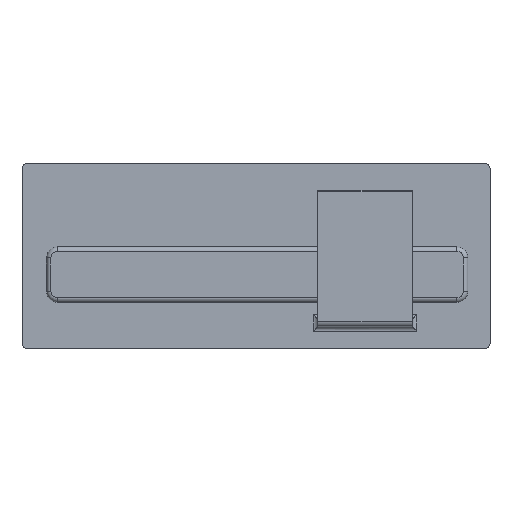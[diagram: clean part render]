
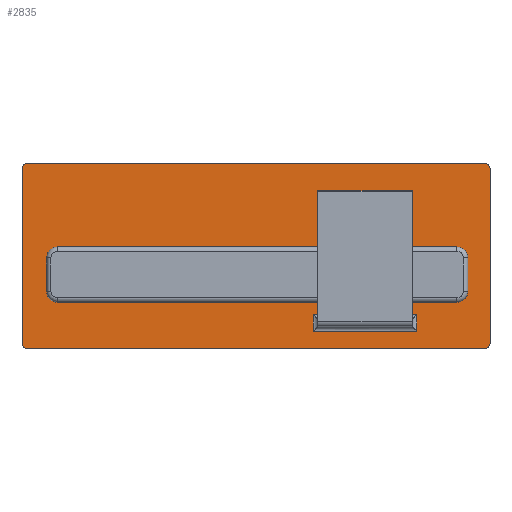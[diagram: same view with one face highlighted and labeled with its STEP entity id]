
A CAD part, top view. The second image highlights one B-rep face of the part: STEP entity #2835.
In plain terms, the highlighted planar face has unit normal (0, 0, 1).
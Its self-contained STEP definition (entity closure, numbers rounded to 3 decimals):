
#139=LINE('',#4878,#347);
#141=LINE('',#4886,#349);
#144=LINE('',#4894,#352);
#146=LINE('',#4898,#354);
#154=LINE('',#4926,#362);
#155=LINE('',#4930,#363);
#156=LINE('',#4934,#364);
#157=LINE('',#4937,#365);
#347=VECTOR('',#3800,10.);
#349=VECTOR('',#3808,10.);
#352=VECTOR('',#3815,10.);
#354=VECTOR('',#3821,10.);
#362=VECTOR('',#3845,10.);
#363=VECTOR('',#3848,10.);
#364=VECTOR('',#3851,10.);
#365=VECTOR('',#3854,10.);
#578=FACE_BOUND('',#883,.T.);
#579=FACE_BOUND('',#884,.T.);
#580=FACE_BOUND('',#885,.T.);
#693=FACE_OUTER_BOUND('',#882,.T.);
#882=EDGE_LOOP('',(#2289,#2290,#2291,#2292,#2293,#2294,#2295,#2296));
#883=EDGE_LOOP('',(#2297));
#884=EDGE_LOOP('',(#2298));
#885=EDGE_LOOP('',(#2299,#2300,#2301,#2302));
#1093=CIRCLE('',#3146,4.);
#1094=CIRCLE('',#3147,4.);
#1095=CIRCLE('',#3148,4.);
#1096=CIRCLE('',#3149,4.);
#1097=CIRCLE('',#3150,4.925);
#1098=CIRCLE('',#3151,4.925);
#1292=VERTEX_POINT('',#4876);
#1293=VERTEX_POINT('',#4877);
#1296=VERTEX_POINT('',#4885);
#1299=VERTEX_POINT('',#4893);
#1309=VERTEX_POINT('',#4922);
#1310=VERTEX_POINT('',#4923);
#1311=VERTEX_POINT('',#4925);
#1312=VERTEX_POINT('',#4927);
#1313=VERTEX_POINT('',#4929);
#1314=VERTEX_POINT('',#4931);
#1315=VERTEX_POINT('',#4933);
#1316=VERTEX_POINT('',#4935);
#1317=VERTEX_POINT('',#4938);
#1318=VERTEX_POINT('',#4940);
#1633=EDGE_CURVE('',#1292,#1293,#139,.T.);
#1637=EDGE_CURVE('',#1293,#1296,#141,.T.);
#1641=EDGE_CURVE('',#1296,#1299,#144,.T.);
#1644=EDGE_CURVE('',#1299,#1292,#146,.T.);
#1656=EDGE_CURVE('',#1309,#1310,#1093,.T.);
#1657=EDGE_CURVE('',#1309,#1311,#154,.T.);
#1658=EDGE_CURVE('',#1312,#1311,#1094,.T.);
#1659=EDGE_CURVE('',#1312,#1313,#155,.T.);
#1660=EDGE_CURVE('',#1314,#1313,#1095,.T.);
#1661=EDGE_CURVE('',#1314,#1315,#156,.T.);
#1662=EDGE_CURVE('',#1316,#1315,#1096,.T.);
#1663=EDGE_CURVE('',#1316,#1310,#157,.T.);
#1664=EDGE_CURVE('',#1317,#1317,#1097,.T.);
#1665=EDGE_CURVE('',#1318,#1318,#1098,.T.);
#2289=ORIENTED_EDGE('',*,*,#1656,.F.);
#2290=ORIENTED_EDGE('',*,*,#1657,.T.);
#2291=ORIENTED_EDGE('',*,*,#1658,.F.);
#2292=ORIENTED_EDGE('',*,*,#1659,.T.);
#2293=ORIENTED_EDGE('',*,*,#1660,.F.);
#2294=ORIENTED_EDGE('',*,*,#1661,.T.);
#2295=ORIENTED_EDGE('',*,*,#1662,.F.);
#2296=ORIENTED_EDGE('',*,*,#1663,.T.);
#2297=ORIENTED_EDGE('',*,*,#1664,.F.);
#2298=ORIENTED_EDGE('',*,*,#1665,.F.);
#2299=ORIENTED_EDGE('',*,*,#1633,.F.);
#2300=ORIENTED_EDGE('',*,*,#1644,.F.);
#2301=ORIENTED_EDGE('',*,*,#1641,.F.);
#2302=ORIENTED_EDGE('',*,*,#1637,.F.);
#2702=PLANE('',#3145);
#2835=ADVANCED_FACE('',(#693,#578,#579,#580),#2702,.F.);
#3145=AXIS2_PLACEMENT_3D('',#4921,#3841,#3842);
#3146=AXIS2_PLACEMENT_3D('',#4924,#3843,#3844);
#3147=AXIS2_PLACEMENT_3D('',#4928,#3846,#3847);
#3148=AXIS2_PLACEMENT_3D('',#4932,#3849,#3850);
#3149=AXIS2_PLACEMENT_3D('',#4936,#3852,#3853);
#3150=AXIS2_PLACEMENT_3D('',#4939,#3855,#3856);
#3151=AXIS2_PLACEMENT_3D('',#4941,#3857,#3858);
#3800=DIRECTION('',(0.,1.,0.));
#3808=DIRECTION('',(-1.,0.,0.));
#3815=DIRECTION('',(0.,-1.,0.));
#3821=DIRECTION('',(1.,0.,0.));
#3841=DIRECTION('center_axis',(0.,0.,-1.));
#3842=DIRECTION('ref_axis',(1.,0.,0.));
#3843=DIRECTION('center_axis',(0.,0.,-1.));
#3844=DIRECTION('ref_axis',(-0.707,0.707,0.));
#3845=DIRECTION('',(0.,-1.,0.));
#3846=DIRECTION('center_axis',(0.,0.,-1.));
#3847=DIRECTION('ref_axis',(-0.707,-0.707,0.));
#3848=DIRECTION('',(1.,0.,0.));
#3849=DIRECTION('center_axis',(0.,0.,-1.));
#3850=DIRECTION('ref_axis',(0.707,-0.707,0.));
#3851=DIRECTION('',(0.,1.,0.));
#3852=DIRECTION('center_axis',(0.,0.,-1.));
#3853=DIRECTION('ref_axis',(0.707,0.707,0.));
#3854=DIRECTION('',(-1.,0.,0.));
#3855=DIRECTION('center_axis',(0.,0.,1.));
#3856=DIRECTION('ref_axis',(-1.,0.,0.));
#3857=DIRECTION('center_axis',(0.,0.,1.));
#3858=DIRECTION('ref_axis',(-1.,0.,0.));
#4876=CARTESIAN_POINT('',(334.,-26.,-80.));
#4877=CARTESIAN_POINT('',(334.,-11.,-80.));
#4878=CARTESIAN_POINT('',(334.,15.978,-80.));
#4885=CARTESIAN_POINT('',(240.58,-11.,-80.));
#4886=CARTESIAN_POINT('',(216.773,-11.,-80.));
#4893=CARTESIAN_POINT('',(240.58,-26.,-80.));
#4894=CARTESIAN_POINT('',(240.58,71.2,-80.));
#4898=CARTESIAN_POINT('',(216.773,-26.,-80.));
#4921=CARTESIAN_POINT('Origin',(188.967,41.956,-80.));
#4922=CARTESIAN_POINT('',(-22.066,121.,-80.));
#4923=CARTESIAN_POINT('',(-18.066,125.,-80.));
#4924=CARTESIAN_POINT('Origin',(-18.066,121.,-80.));
#4925=CARTESIAN_POINT('',(-22.066,-37.088,-80.));
#4926=CARTESIAN_POINT('',(-22.066,125.,-80.));
#4927=CARTESIAN_POINT('',(-18.066,-41.088,-80.));
#4928=CARTESIAN_POINT('Origin',(-18.066,-37.088,-80.));
#4929=CARTESIAN_POINT('',(396.,-41.088,-80.));
#4930=CARTESIAN_POINT('',(-22.066,-41.088,-80.));
#4931=CARTESIAN_POINT('',(400.,-37.088,-80.));
#4932=CARTESIAN_POINT('Origin',(396.,-37.088,-80.));
#4933=CARTESIAN_POINT('',(400.,121.,-80.));
#4934=CARTESIAN_POINT('',(400.,-41.088,-80.));
#4935=CARTESIAN_POINT('',(396.,125.,-80.));
#4936=CARTESIAN_POINT('Origin',(396.,121.,-80.));
#4937=CARTESIAN_POINT('',(400.,125.,-80.));
#4938=CARTESIAN_POINT('',(324.925,10.,-80.));
#4939=CARTESIAN_POINT('Origin',(320.,10.,-80.));
#4940=CARTESIAN_POINT('',(269.925,10.,-80.));
#4941=CARTESIAN_POINT('Origin',(265.,10.,-80.));
